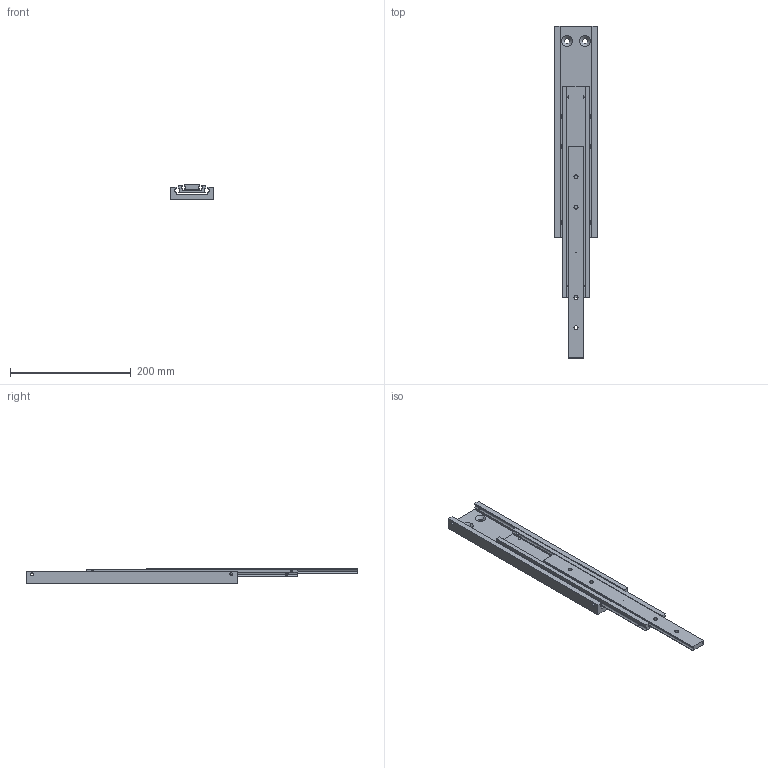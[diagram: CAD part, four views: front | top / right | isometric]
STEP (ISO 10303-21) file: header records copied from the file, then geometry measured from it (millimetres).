
FILE_DESCRIPTION((''),'2;1');
FILE_NAME('TSRT-70 350.stp','2021-04-22T14:41:03',(''),(''),'Mechanical Desktop 2006','Mechanical Desktop 2006',', , ');
FILE_SCHEMA(('CONFIG_CONTROL_DESIGN'));
Length unit declared in the file: millimetre
Products named in the file (4): TSRT-70 A; INNER BEAM; MITLE BEAM; OUTER BEAM
Assembly tree (3 placements, depth 2):
  TSRT-70 A
    INNER BEAM
    MITLE BEAM
    OUTER BEAM
Bounding box: 70 x 550 x 24 mm (x, y, z)
Volume: 398627.3 mm3; surface area: 148832.6 mm2
Topology: 3 solids, 3 shells, 139 faces, 430 edges, 280 vertices
Faces by surface type: cylinder 74, plane 41, cone 24
Entity records: 6089 total; most frequent: CARTESIAN_POINT 2037, ORIENTED_EDGE 860, DIRECTION 792, EDGE_CURVE 430, AXIS2_PLACEMENT_3D 291, VERTEX_POINT 280, VECTOR 210, LINE 210
